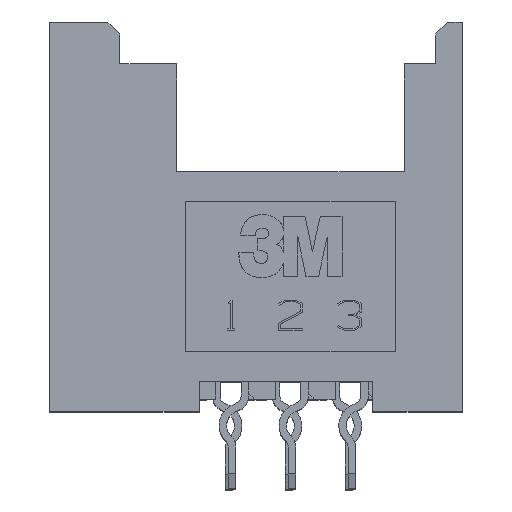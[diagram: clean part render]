
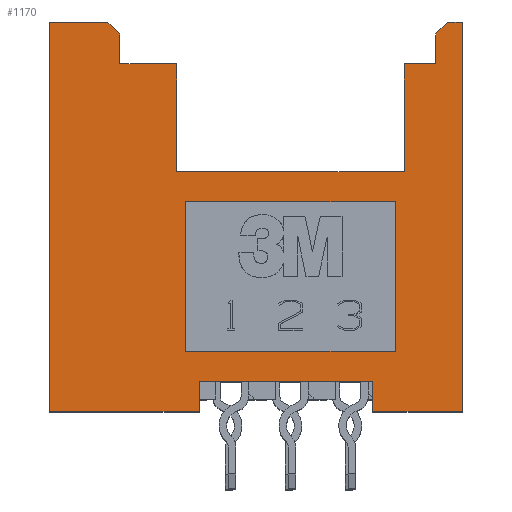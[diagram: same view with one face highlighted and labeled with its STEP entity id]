
A CAD part, top view. The second image highlights one B-rep face of the part: STEP entity #1170.
In plain terms, the highlighted planar face has unit normal (0, 0, 1).
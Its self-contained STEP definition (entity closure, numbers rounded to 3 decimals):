
#1170=ADVANCED_FACE('',(#2707,#2708),#1980,.T.);
#1980=PLANE('',#15839);
#2707=FACE_BOUND('',#2808,.T.);
#2708=FACE_BOUND('',#2809,.T.);
#2808=EDGE_LOOP('',(#4100,#4101,#4102,#4103));
#2809=EDGE_LOOP('',(#4104,#4105,#4106,#4107,#4108,#4109,#4110,#4111,#4112,
#4113,#4114,#4115,#4116,#4117,#4118,#4119,#4120,#4121));
#4100=ORIENTED_EDGE('',*,*,#9937,.T.);
#4101=ORIENTED_EDGE('',*,*,#9938,.T.);
#4102=ORIENTED_EDGE('',*,*,#9939,.T.);
#4103=ORIENTED_EDGE('',*,*,#9940,.T.);
#4104=ORIENTED_EDGE('',*,*,#9941,.T.);
#4105=ORIENTED_EDGE('',*,*,#9942,.T.);
#4106=ORIENTED_EDGE('',*,*,#9912,.T.);
#4107=ORIENTED_EDGE('',*,*,#9943,.F.);
#4108=ORIENTED_EDGE('',*,*,#9944,.T.);
#4109=ORIENTED_EDGE('',*,*,#9945,.T.);
#4110=ORIENTED_EDGE('',*,*,#9539,.T.);
#4111=ORIENTED_EDGE('',*,*,#9946,.F.);
#4112=ORIENTED_EDGE('',*,*,#9947,.T.);
#4113=ORIENTED_EDGE('',*,*,#9934,.T.);
#4114=ORIENTED_EDGE('',*,*,#9887,.T.);
#4115=ORIENTED_EDGE('',*,*,#9948,.T.);
#4116=ORIENTED_EDGE('',*,*,#9949,.F.);
#4117=ORIENTED_EDGE('',*,*,#9884,.F.);
#4118=ORIENTED_EDGE('',*,*,#9950,.F.);
#4119=ORIENTED_EDGE('',*,*,#9951,.F.);
#4120=ORIENTED_EDGE('',*,*,#9952,.T.);
#4121=ORIENTED_EDGE('',*,*,#9953,.F.);
#8095=VERTEX_POINT('',#20847);
#8096=VERTEX_POINT('',#20849);
#8413=VERTEX_POINT('',#21617);
#8416=VERTEX_POINT('',#21622);
#8419=VERTEX_POINT('',#21629);
#8420=VERTEX_POINT('',#21631);
#8444=VERTEX_POINT('',#21681);
#8445=VERTEX_POINT('',#21683);
#8460=VERTEX_POINT('',#21721);
#8462=VERTEX_POINT('',#21727);
#8463=VERTEX_POINT('',#21728);
#8464=VERTEX_POINT('',#21730);
#8465=VERTEX_POINT('',#21732);
#8466=VERTEX_POINT('',#21735);
#8467=VERTEX_POINT('',#21736);
#8468=VERTEX_POINT('',#21739);
#8469=VERTEX_POINT('',#21741);
#8470=VERTEX_POINT('',#21744);
#8471=VERTEX_POINT('',#21747);
#8472=VERTEX_POINT('',#21750);
#8473=VERTEX_POINT('',#21752);
#8474=VERTEX_POINT('',#21754);
#9539=EDGE_CURVE('',#8096,#8095,#11751,.T.);
#9884=EDGE_CURVE('',#8416,#8413,#12092,.T.);
#9887=EDGE_CURVE('',#8420,#8419,#12095,.T.);
#9912=EDGE_CURVE('',#8445,#8444,#12120,.T.);
#9934=EDGE_CURVE('',#8460,#8420,#12142,.T.);
#9937=EDGE_CURVE('',#8462,#8463,#12145,.T.);
#9938=EDGE_CURVE('',#8463,#8464,#12146,.T.);
#9939=EDGE_CURVE('',#8464,#8465,#12147,.T.);
#9940=EDGE_CURVE('',#8465,#8462,#12148,.T.);
#9941=EDGE_CURVE('',#8466,#8467,#12149,.T.);
#9942=EDGE_CURVE('',#8467,#8445,#12150,.T.);
#9943=EDGE_CURVE('',#8468,#8444,#12151,.T.);
#9944=EDGE_CURVE('',#8468,#8469,#12152,.T.);
#9945=EDGE_CURVE('',#8469,#8096,#12153,.T.);
#9946=EDGE_CURVE('',#8470,#8095,#12154,.T.);
#9947=EDGE_CURVE('',#8470,#8460,#12155,.T.);
#9948=EDGE_CURVE('',#8419,#8471,#12156,.T.);
#9949=EDGE_CURVE('',#8413,#8471,#12157,.T.);
#9950=EDGE_CURVE('',#8472,#8416,#12158,.T.);
#9951=EDGE_CURVE('',#8473,#8472,#12159,.T.);
#9952=EDGE_CURVE('',#8473,#8474,#12160,.T.);
#9953=EDGE_CURVE('',#8466,#8474,#12161,.T.);
#11751=LINE('',#20848,#13807);
#12092=LINE('',#21623,#14148);
#12095=LINE('',#21630,#14151);
#12120=LINE('',#21682,#14176);
#12142=LINE('',#21720,#14198);
#12145=LINE('',#21726,#14201);
#12146=LINE('',#21729,#14202);
#12147=LINE('',#21731,#14203);
#12148=LINE('',#21733,#14204);
#12149=LINE('',#21734,#14205);
#12150=LINE('',#21737,#14206);
#12151=LINE('',#21738,#14207);
#12152=LINE('',#21740,#14208);
#12153=LINE('',#21742,#14209);
#12154=LINE('',#21743,#14210);
#12155=LINE('',#21745,#14211);
#12156=LINE('',#21746,#14212);
#12157=LINE('',#21748,#14213);
#12158=LINE('',#21749,#14214);
#12159=LINE('',#21751,#14215);
#12160=LINE('',#21753,#14216);
#12161=LINE('',#21755,#14217);
#13807=VECTOR('',#16820,1.);
#14148=VECTOR('',#17225,1.);
#14151=VECTOR('',#17230,1.);
#14176=VECTOR('',#17259,1.);
#14198=VECTOR('',#17283,1.);
#14201=VECTOR('',#17288,1.);
#14202=VECTOR('',#17289,1.);
#14203=VECTOR('',#17290,1.);
#14204=VECTOR('',#17291,1.);
#14205=VECTOR('',#17292,1.);
#14206=VECTOR('',#17293,1.);
#14207=VECTOR('',#17294,1.);
#14208=VECTOR('',#17295,1.);
#14209=VECTOR('',#17296,1.);
#14210=VECTOR('',#17297,1.);
#14211=VECTOR('',#17298,1.);
#14212=VECTOR('',#17299,1.);
#14213=VECTOR('',#17300,1.);
#14214=VECTOR('',#17301,1.);
#14215=VECTOR('',#17302,1.);
#14216=VECTOR('',#17303,1.);
#14217=VECTOR('',#17304,1.);
#15839=AXIS2_PLACEMENT_3D('',#21756,#17305,#17306);
#16820=DIRECTION('',(1.,0.,0.));
#17225=DIRECTION('',(1.,0.,0.));
#17230=DIRECTION('',(-1.,0.,0.));
#17259=DIRECTION('',(-1.,0.,0.));
#17283=DIRECTION('',(0.,1.,0.));
#17288=DIRECTION('',(0.,-1.,0.));
#17289=DIRECTION('',(-1.,0.,0.));
#17290=DIRECTION('',(0.,1.,0.));
#17291=DIRECTION('',(1.,0.,0.));
#17292=DIRECTION('',(0.,1.,0.));
#17293=DIRECTION('',(-0.707,0.707,0.));
#17294=DIRECTION('',(0.,1.,0.));
#17295=DIRECTION('',(1.,0.,0.));
#17296=DIRECTION('',(0.,1.,0.));
#17297=DIRECTION('',(0.,1.,0.));
#17298=DIRECTION('',(1.,0.,0.));
#17299=DIRECTION('',(-0.707,-0.707,0.));
#17300=DIRECTION('',(0.,1.,0.));
#17301=DIRECTION('',(0.,1.,0.));
#17302=DIRECTION('',(1.,0.,0.));
#17303=DIRECTION('',(0.,1.,0.));
#17304=DIRECTION('',(1.,0.,0.));
#17305=DIRECTION('',(0.,0.,1.));
#17306=DIRECTION('',(0.,1.,0.));
#20847=CARTESIAN_POINT('',(10.8,0.,6.4));
#20848=CARTESIAN_POINT('',(6.9,0.,6.4));
#20849=CARTESIAN_POINT('',(5.,0.,6.4));
#21617=CARTESIAN_POINT('',(12.9,10.6,6.4));
#21622=CARTESIAN_POINT('',(11.85,10.6,6.4));
#21623=CARTESIAN_POINT('',(7.625,10.6,6.4));
#21629=CARTESIAN_POINT('',(13.3,12.,6.4));
#21630=CARTESIAN_POINT('',(6.9,12.,6.4));
#21631=CARTESIAN_POINT('',(13.8,12.,6.4));
#21681=CARTESIAN_POINT('',(0.,12.,6.4));
#21682=CARTESIAN_POINT('',(6.9,12.,6.4));
#21683=CARTESIAN_POINT('',(1.95,12.,6.4));
#21720=CARTESIAN_POINT('',(13.8,0.,6.4));
#21721=CARTESIAN_POINT('',(13.8,-1.,6.4));
#21726=CARTESIAN_POINT('',(11.55,3.5,6.4));
#21727=CARTESIAN_POINT('',(11.55,6.,6.4));
#21728=CARTESIAN_POINT('',(11.55,1.,6.4));
#21729=CARTESIAN_POINT('',(8.05,1.,6.4));
#21730=CARTESIAN_POINT('',(4.55,1.,6.4));
#21731=CARTESIAN_POINT('',(4.55,3.5,6.4));
#21732=CARTESIAN_POINT('',(4.55,6.,6.4));
#21733=CARTESIAN_POINT('',(8.05,6.,6.4));
#21734=CARTESIAN_POINT('',(2.35,10.6,6.4));
#21735=CARTESIAN_POINT('',(2.35,10.6,6.4));
#21736=CARTESIAN_POINT('',(2.35,11.6,6.4));
#21737=CARTESIAN_POINT('',(10.425,3.525,6.4));
#21738=CARTESIAN_POINT('',(0.,0.,6.4));
#21739=CARTESIAN_POINT('',(0.,-1.,6.4));
#21740=CARTESIAN_POINT('',(2.5,-1.,6.4));
#21741=CARTESIAN_POINT('',(5.,-1.,6.4));
#21742=CARTESIAN_POINT('',(5.,-1.,6.4));
#21743=CARTESIAN_POINT('',(10.8,-1.,6.4));
#21744=CARTESIAN_POINT('',(10.8,-1.,6.4));
#21745=CARTESIAN_POINT('',(12.3,-1.,6.4));
#21746=CARTESIAN_POINT('',(4.1,2.8,6.4));
#21747=CARTESIAN_POINT('',(12.9,11.6,6.4));
#21748=CARTESIAN_POINT('',(12.9,10.6,6.4));
#21749=CARTESIAN_POINT('',(11.85,7.,6.4));
#21750=CARTESIAN_POINT('',(11.85,7.,6.4));
#21751=CARTESIAN_POINT('',(8.05,7.,6.4));
#21752=CARTESIAN_POINT('',(4.25,7.,6.4));
#21753=CARTESIAN_POINT('',(4.25,7.,6.4));
#21754=CARTESIAN_POINT('',(4.25,10.6,6.4));
#21755=CARTESIAN_POINT('',(7.625,10.6,6.4));
#21756=CARTESIAN_POINT('',(6.9,0.,6.4));
